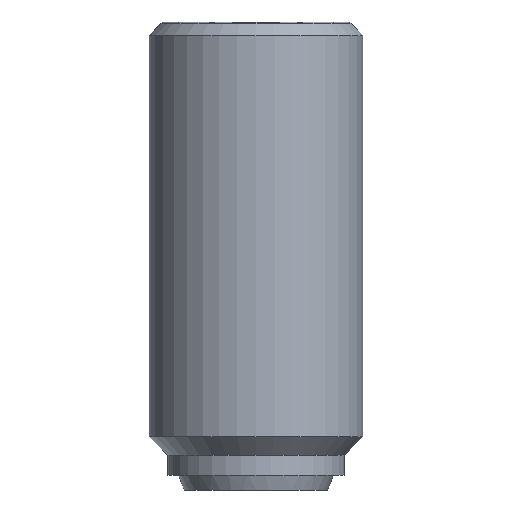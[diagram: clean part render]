
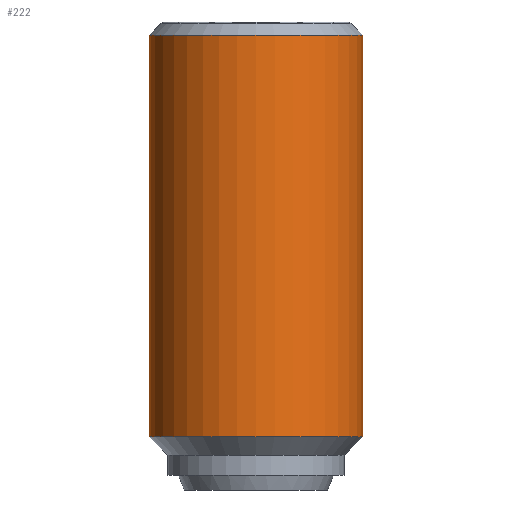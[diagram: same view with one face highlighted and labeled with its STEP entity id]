
A CAD part, front view. The second image highlights one B-rep face of the part: STEP entity #222.
In plain terms, the highlighted cylindrical face has radius 8 mm (diameter 16 mm), a partial arc.
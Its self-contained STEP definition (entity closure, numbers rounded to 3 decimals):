
#172=VERTEX_POINT('',#402);
#200=EDGE_CURVE('',#172,#302,#432,.T.);
#222=ADVANCED_FACE('',(#456),#457,.T.);
#276=VERTEX_POINT('',#518);
#290=EDGE_CURVE('',#276,#314,#535,.T.);
#302=VERTEX_POINT('',#547);
#314=VERTEX_POINT('',#562);
#318=EDGE_CURVE('',#172,#314,#566,.T.);
#330=EDGE_CURVE('',#302,#276,#578,.T.);
#402=CARTESIAN_POINT('',(-8.,0.,-31.0));
#432=LINE('',#725,#726);
#456=FACE_OUTER_BOUND('',#756,.T.);
#457=CYLINDRICAL_SURFACE('',#757,8.0);
#518=CARTESIAN_POINT('',(8.,0.,-1.));
#535=LINE('',#866,#867);
#547=CARTESIAN_POINT('',(-8.,0.,-1.));
#562=CARTESIAN_POINT('',(8.,0.,-31.0));
#566=CIRCLE('',#910,8.0);
#578=CIRCLE('',#939,8.0);
#725=CARTESIAN_POINT('',(-8.,0.,-16.0));
#726=VECTOR('',#1049,1.0);
#756=EDGE_LOOP('',(#1080,#1081,#1082,#1083));
#757=AXIS2_PLACEMENT_3D('',#1084,#1085,#1086);
#866=CARTESIAN_POINT('',(8.,0.,-16.0));
#867=VECTOR('',#1178,1.0);
#910=AXIS2_PLACEMENT_3D('',#1207,#1208,#1209);
#939=AXIS2_PLACEMENT_3D('',#1213,#1214,#1215);
#1049=DIRECTION('',(0.0,0.0,1.0));
#1080=ORIENTED_EDGE('',*,*,#200,.F.);
#1081=ORIENTED_EDGE('',*,*,#318,.T.);
#1082=ORIENTED_EDGE('',*,*,#290,.F.);
#1083=ORIENTED_EDGE('',*,*,#330,.F.);
#1084=CARTESIAN_POINT('',(0.,0.,-16.0));
#1085=DIRECTION('',(-0.0,-0.0,-1.0));
#1086=DIRECTION('',(-1.0,0.,0.0));
#1178=DIRECTION('',(-0.0,-0.0,-1.0));
#1207=CARTESIAN_POINT('',(0.,0.,-31.0));
#1208=DIRECTION('',(0.0,0.0,1.0));
#1209=DIRECTION('',(-1.0,0.,0.0));
#1213=CARTESIAN_POINT('',(0.,0.,-1.));
#1214=DIRECTION('',(0.0,0.0,1.0));
#1215=DIRECTION('',(-1.0,0.,0.0));
